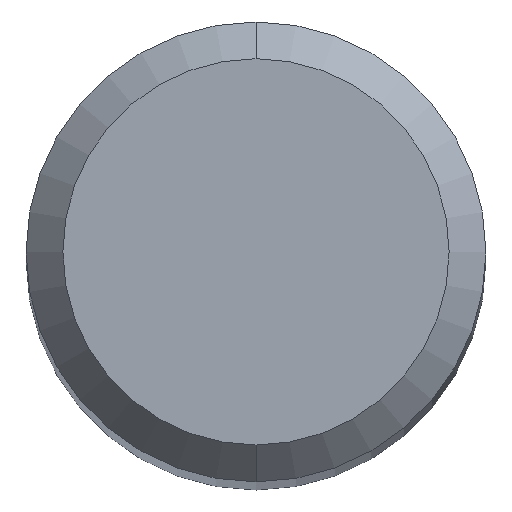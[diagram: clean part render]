
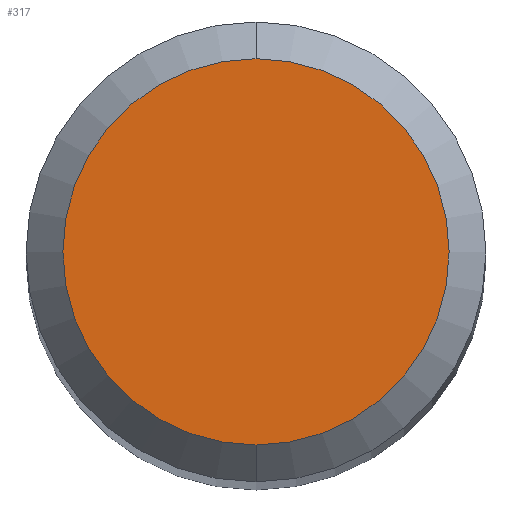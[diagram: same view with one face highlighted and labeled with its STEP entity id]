
A CAD part, top view. The second image highlights one B-rep face of the part: STEP entity #317.
In plain terms, the highlighted planar face has unit normal (0, 0, 1).
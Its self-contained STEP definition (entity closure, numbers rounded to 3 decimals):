
#141=EDGE_CURVE('',#163,#187,#356,.T.);
#163=VERTEX_POINT('',#380);
#187=VERTEX_POINT('',#408);
#295=EDGE_CURVE('',#187,#163,#532,.T.);
#317=ADVANCED_FACE('',(#557),#558,.T.);
#356=CIRCLE('',#596,1.05);
#380=CARTESIAN_POINT('',(0.,-1.05,0.0));
#408=CARTESIAN_POINT('',(0.0,1.05,0.0));
#532=CIRCLE('',#819,1.05);
#557=FACE_OUTER_BOUND('',#851,.T.);
#558=PLANE('',#852);
#596=AXIS2_PLACEMENT_3D('',#878,#879,#880);
#819=AXIS2_PLACEMENT_3D('',#1110,#1111,#1112);
#851=EDGE_LOOP('',(#1144,#1145));
#852=AXIS2_PLACEMENT_3D('',#1146,#1147,#1148);
#878=CARTESIAN_POINT('',(0.0,0.0,0.0));
#879=DIRECTION('',(0.0,0.0,-1.0));
#880=DIRECTION('',(0.0,1.0,0.0));
#1110=CARTESIAN_POINT('',(0.0,0.0,0.0));
#1111=DIRECTION('',(0.0,0.0,-1.0));
#1112=DIRECTION('',(0.0,1.0,0.0));
#1144=ORIENTED_EDGE('',*,*,#295,.F.);
#1145=ORIENTED_EDGE('',*,*,#141,.F.);
#1146=CARTESIAN_POINT('',(0.0,0.525,0.0));
#1147=DIRECTION('',(-0.0,0.0,1.0));
#1148=DIRECTION('',(0.0,-1.0,0.0));
